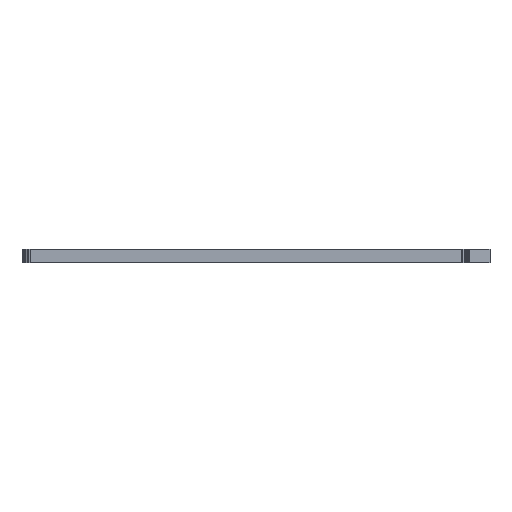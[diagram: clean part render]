
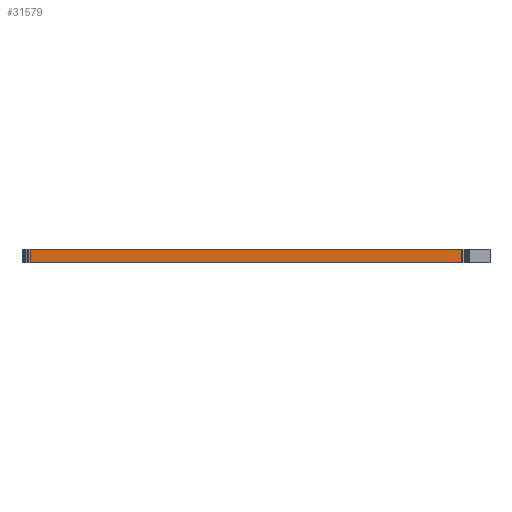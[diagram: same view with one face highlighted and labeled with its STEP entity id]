
A CAD part, front view. The second image highlights one B-rep face of the part: STEP entity #31579.
In plain terms, the highlighted planar face has unit normal (0, -1, 0).
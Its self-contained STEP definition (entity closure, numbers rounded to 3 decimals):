
#90 = PLANE('',#91);
#91 = AXIS2_PLACEMENT_3D('',#92,#93,#94);
#92 = CARTESIAN_POINT('',(108.737,-69.235,1.6));
#93 = DIRECTION('',(-0.,-0.,-1.));
#94 = DIRECTION('',(-1.,0.,0.));
#144 = PLANE('',#145);
#145 = AXIS2_PLACEMENT_3D('',#146,#147,#148);
#146 = CARTESIAN_POINT('',(108.737,-69.235,0.));
#147 = DIRECTION('',(-0.,-0.,-1.));
#148 = DIRECTION('',(-1.,0.,0.));
#589 = VERTEX_POINT('',#590);
#590 = CARTESIAN_POINT('',(134.828,-95.938,0.));
#604 = PLANE('',#605);
#605 = AXIS2_PLACEMENT_3D('',#606,#607,#608);
#606 = CARTESIAN_POINT('',(135.024,-95.919,0.));
#607 = DIRECTION('',(0.098,-0.995,0.));
#608 = DIRECTION('',(-0.995,-0.098,0.));
#616 = EDGE_CURVE('',#589,#617,#619,.T.);
#617 = VERTEX_POINT('',#618);
#618 = CARTESIAN_POINT('',(81.788,-95.938,0.));
#619 = SURFACE_CURVE('',#620,(#624,#631),.PCURVE_S1.);
#620 = LINE('',#621,#622);
#621 = CARTESIAN_POINT('',(134.828,-95.938,0.));
#622 = VECTOR('',#623,1.);
#623 = DIRECTION('',(-1.,0.,0.));
#624 = PCURVE('',#144,#625);
#625 = DEFINITIONAL_REPRESENTATION('',(#626),#630);
#626 = LINE('',#627,#628);
#627 = CARTESIAN_POINT('',(-26.092,-26.703));
#628 = VECTOR('',#629,1.);
#629 = DIRECTION('',(1.,0.));
#630 = ( GEOMETRIC_REPRESENTATION_CONTEXT(2) 
PARAMETRIC_REPRESENTATION_CONTEXT() REPRESENTATION_CONTEXT('2D SPACE',''
  ) );
#631 = PCURVE('',#632,#637);
#632 = PLANE('',#633);
#633 = AXIS2_PLACEMENT_3D('',#634,#635,#636);
#634 = CARTESIAN_POINT('',(134.828,-95.938,0.));
#635 = DIRECTION('',(0.,-1.,0.));
#636 = DIRECTION('',(-1.,0.,0.));
#637 = DEFINITIONAL_REPRESENTATION('',(#638),#642);
#638 = LINE('',#639,#640);
#639 = CARTESIAN_POINT('',(0.,-0.));
#640 = VECTOR('',#641,1.);
#641 = DIRECTION('',(1.,0.));
#642 = ( GEOMETRIC_REPRESENTATION_CONTEXT(2) 
PARAMETRIC_REPRESENTATION_CONTEXT() REPRESENTATION_CONTEXT('2D SPACE',''
  ) );
#660 = PLANE('',#661);
#661 = AXIS2_PLACEMENT_3D('',#662,#663,#664);
#662 = CARTESIAN_POINT('',(81.788,-95.938,0.));
#663 = DIRECTION('',(-0.098,-0.995,0.));
#664 = DIRECTION('',(-0.995,0.098,0.));
#17337 = VERTEX_POINT('',#17338);
#17338 = CARTESIAN_POINT('',(134.828,-95.938,1.6));
#17359 = EDGE_CURVE('',#17337,#17360,#17362,.T.);
#17360 = VERTEX_POINT('',#17361);
#17361 = CARTESIAN_POINT('',(81.788,-95.938,1.6));
#17362 = SURFACE_CURVE('',#17363,(#17367,#17374),.PCURVE_S1.);
#17363 = LINE('',#17364,#17365);
#17364 = CARTESIAN_POINT('',(134.828,-95.938,1.6));
#17365 = VECTOR('',#17366,1.);
#17366 = DIRECTION('',(-1.,0.,0.));
#17367 = PCURVE('',#90,#17368);
#17368 = DEFINITIONAL_REPRESENTATION('',(#17369),#17373);
#17369 = LINE('',#17370,#17371);
#17370 = CARTESIAN_POINT('',(-26.092,-26.703));
#17371 = VECTOR('',#17372,1.);
#17372 = DIRECTION('',(1.,0.));
#17373 = ( GEOMETRIC_REPRESENTATION_CONTEXT(2) 
PARAMETRIC_REPRESENTATION_CONTEXT() REPRESENTATION_CONTEXT('2D SPACE',''
  ) );
#17374 = PCURVE('',#632,#17375);
#17375 = DEFINITIONAL_REPRESENTATION('',(#17376),#17380);
#17376 = LINE('',#17377,#17378);
#17377 = CARTESIAN_POINT('',(0.,-1.6));
#17378 = VECTOR('',#17379,1.);
#17379 = DIRECTION('',(1.,0.));
#17380 = ( GEOMETRIC_REPRESENTATION_CONTEXT(2) 
PARAMETRIC_REPRESENTATION_CONTEXT() REPRESENTATION_CONTEXT('2D SPACE',''
  ) );
#31531 = EDGE_CURVE('',#589,#17337,#31532,.T.);
#31532 = SURFACE_CURVE('',#31533,(#31537,#31544),.PCURVE_S1.);
#31533 = LINE('',#31534,#31535);
#31534 = CARTESIAN_POINT('',(134.828,-95.938,0.));
#31535 = VECTOR('',#31536,1.);
#31536 = DIRECTION('',(0.,0.,1.));
#31537 = PCURVE('',#604,#31538);
#31538 = DEFINITIONAL_REPRESENTATION('',(#31539),#31543);
#31539 = LINE('',#31540,#31541);
#31540 = CARTESIAN_POINT('',(0.196,0.));
#31541 = VECTOR('',#31542,1.);
#31542 = DIRECTION('',(0.,-1.));
#31543 = ( GEOMETRIC_REPRESENTATION_CONTEXT(2) 
PARAMETRIC_REPRESENTATION_CONTEXT() REPRESENTATION_CONTEXT('2D SPACE',''
  ) );
#31544 = PCURVE('',#632,#31545);
#31545 = DEFINITIONAL_REPRESENTATION('',(#31546),#31550);
#31546 = LINE('',#31547,#31548);
#31547 = CARTESIAN_POINT('',(0.,-0.));
#31548 = VECTOR('',#31549,1.);
#31549 = DIRECTION('',(0.,-1.));
#31550 = ( GEOMETRIC_REPRESENTATION_CONTEXT(2) 
PARAMETRIC_REPRESENTATION_CONTEXT() REPRESENTATION_CONTEXT('2D SPACE',''
  ) );
#31579 = ADVANCED_FACE('',(#31580),#632,.T.);
#31580 = FACE_BOUND('',#31581,.T.);
#31581 = EDGE_LOOP('',(#31582,#31583,#31584,#31605));
#31582 = ORIENTED_EDGE('',*,*,#31531,.T.);
#31583 = ORIENTED_EDGE('',*,*,#17359,.T.);
#31584 = ORIENTED_EDGE('',*,*,#31585,.F.);
#31585 = EDGE_CURVE('',#617,#17360,#31586,.T.);
#31586 = SURFACE_CURVE('',#31587,(#31591,#31598),.PCURVE_S1.);
#31587 = LINE('',#31588,#31589);
#31588 = CARTESIAN_POINT('',(81.788,-95.938,0.));
#31589 = VECTOR('',#31590,1.);
#31590 = DIRECTION('',(0.,0.,1.));
#31591 = PCURVE('',#632,#31592);
#31592 = DEFINITIONAL_REPRESENTATION('',(#31593),#31597);
#31593 = LINE('',#31594,#31595);
#31594 = CARTESIAN_POINT('',(53.04,0.));
#31595 = VECTOR('',#31596,1.);
#31596 = DIRECTION('',(0.,-1.));
#31597 = ( GEOMETRIC_REPRESENTATION_CONTEXT(2) 
PARAMETRIC_REPRESENTATION_CONTEXT() REPRESENTATION_CONTEXT('2D SPACE',''
  ) );
#31598 = PCURVE('',#660,#31599);
#31599 = DEFINITIONAL_REPRESENTATION('',(#31600),#31604);
#31600 = LINE('',#31601,#31602);
#31601 = CARTESIAN_POINT('',(0.,0.));
#31602 = VECTOR('',#31603,1.);
#31603 = DIRECTION('',(0.,-1.));
#31604 = ( GEOMETRIC_REPRESENTATION_CONTEXT(2) 
PARAMETRIC_REPRESENTATION_CONTEXT() REPRESENTATION_CONTEXT('2D SPACE',''
  ) );
#31605 = ORIENTED_EDGE('',*,*,#616,.F.);
